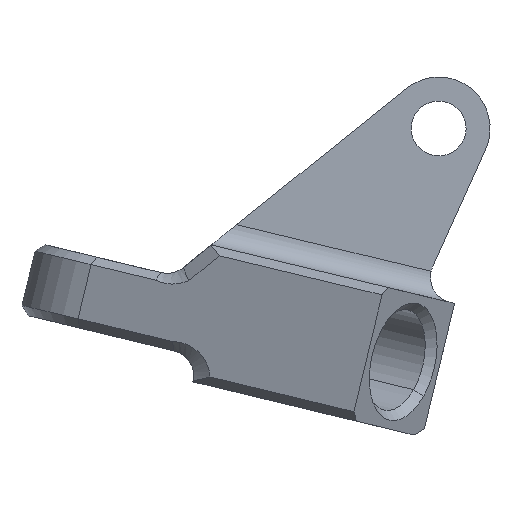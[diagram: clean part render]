
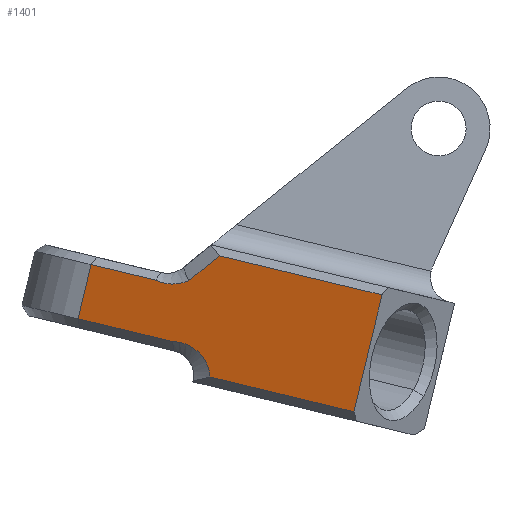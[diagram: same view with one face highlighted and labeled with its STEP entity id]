
A CAD part, left-side view. The second image highlights one B-rep face of the part: STEP entity #1401.
In plain terms, the highlighted planar face has unit normal (-0.9, 0.424, 0.102).
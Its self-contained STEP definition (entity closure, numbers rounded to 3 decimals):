
#395=CARTESIAN_POINT('Vertex',(-17.839,548.024,374.935)) ;
#425=CARTESIAN_POINT('Vertex',(-23.314,537.04,372.293)) ;
#429=CARTESIAN_POINT('Control Point',(-17.839,548.024,374.935)) ;
#430=CARTESIAN_POINT('Control Point',(-23.314,537.04,372.293)) ;
#455=CARTESIAN_POINT('Line Origine',(-17.839,547.088,378.824)) ;
#459=CARTESIAN_POINT('Vertex',(-17.839,546.504,381.255)) ;
#500=CARTESIAN_POINT('Control Point',(-23.314,537.04,372.293)) ;
#501=CARTESIAN_POINT('Control Point',(-23.568,536.503,372.287)) ;
#502=CARTESIAN_POINT('Control Point',(-23.832,535.964,372.199)) ;
#503=CARTESIAN_POINT('Control Point',(-24.1,535.435,372.029)) ;
#504=CARTESIAN_POINT('Control Point',(-24.563,534.557,371.594)) ;
#505=CARTESIAN_POINT('Control Point',(-24.998,533.798,370.912)) ;
#506=CARTESIAN_POINT('Control Point',(-25.173,533.506,370.581)) ;
#507=CARTESIAN_POINT('Control Point',(-25.451,533.071,369.935)) ;
#508=CARTESIAN_POINT('Control Point',(-25.67,532.789,369.18)) ;
#509=CARTESIAN_POINT('Control Point',(-25.748,532.702,368.845)) ;
#510=CARTESIAN_POINT('Control Point',(-25.811,532.653,368.5)) ;
#511=CARTESIAN_POINT('Control Point',(-25.855,532.643,368.15)) ;
#512=CARTESIAN_POINT('Vertex',(-25.855,532.643,368.15)) ;
#1213=CARTESIAN_POINT('Vertex',(-34.214,515.875,364.117)) ;
#1216=CARTESIAN_POINT('Line Origine',(-27.387,529.57,367.411)) ;
#1343=CARTESIAN_POINT('Axis2P3D Location',(-34.214,514.238,370.923)) ;
#1348=CARTESIAN_POINT('Line Origine',(-34.214,514.238,370.923)) ;
#1352=CARTESIAN_POINT('Vertex',(-34.214,512.601,377.729)) ;
#1355=CARTESIAN_POINT('Line Origine',(-29.495,522.067,380.005)) ;
#1359=CARTESIAN_POINT('Vertex',(-24.777,531.532,382.282)) ;
#1362=CARTESIAN_POINT('Line Origine',(-24.092,533.334,380.834)) ;
#1366=CARTESIAN_POINT('Vertex',(-23.407,535.136,379.387)) ;
#1370=CARTESIAN_POINT('Control Point',(-23.407,535.136,379.387)) ;
#1371=CARTESIAN_POINT('Control Point',(-23.327,535.325,379.301)) ;
#1372=CARTESIAN_POINT('Control Point',(-23.245,535.517,379.228)) ;
#1373=CARTESIAN_POINT('Control Point',(-23.161,535.711,379.166)) ;
#1374=CARTESIAN_POINT('Control Point',(-22.894,536.315,379.01)) ;
#1375=CARTESIAN_POINT('Control Point',(-22.614,536.922,378.96)) ;
#1376=CARTESIAN_POINT('Control Point',(-22.421,537.327,378.971)) ;
#1377=CARTESIAN_POINT('Control Point',(-22.133,537.92,379.052)) ;
#1378=CARTESIAN_POINT('Control Point',(-21.85,538.48,379.224)) ;
#1379=CARTESIAN_POINT('Control Point',(-21.756,538.664,379.291)) ;
#1380=CARTESIAN_POINT('Control Point',(-21.663,538.841,379.367)) ;
#1381=CARTESIAN_POINT('Control Point',(-21.572,539.014,379.453)) ;
#1382=CARTESIAN_POINT('Vertex',(-21.572,539.014,379.453)) ;
#1385=CARTESIAN_POINT('Line Origine',(-19.705,542.759,380.354)) ;
#456=DIRECTION('Vector Direction',(0.,0.234,-0.972)) ;
#1217=DIRECTION('Vector Direction',(0.436,0.875,0.21)) ;
#1344=DIRECTION('Axis2P3D Direction',(-0.9,0.424,0.102)) ;
#1345=DIRECTION('Axis2P3D XDirection',(0.436,0.875,0.21)) ;
#1349=DIRECTION('Vector Direction',(0.,0.234,-0.972)) ;
#1356=DIRECTION('Vector Direction',(0.436,0.875,0.21)) ;
#1363=DIRECTION('Vector Direction',(0.284,0.748,-0.6)) ;
#1386=DIRECTION('Vector Direction',(0.436,0.875,0.21)) ;
#1346=AXIS2_PLACEMENT_3D('Plane Axis2P3D',#1343,#1344,#1345) ;
#1391=ORIENTED_EDGE('',*,*,#461,.T.) ;
#1392=ORIENTED_EDGE('',*,*,#431,.F.) ;
#1393=ORIENTED_EDGE('',*,*,#514,.F.) ;
#1394=ORIENTED_EDGE('',*,*,#1220,.F.) ;
#1395=ORIENTED_EDGE('',*,*,#1354,.F.) ;
#1396=ORIENTED_EDGE('',*,*,#1361,.T.) ;
#1397=ORIENTED_EDGE('',*,*,#1368,.T.) ;
#1398=ORIENTED_EDGE('',*,*,#1384,.T.) ;
#1399=ORIENTED_EDGE('',*,*,#1389,.T.) ;
#457=VECTOR('Line Direction',#456,1.) ;
#1218=VECTOR('Line Direction',#1217,1.) ;
#1350=VECTOR('Line Direction',#1349,1.) ;
#1357=VECTOR('Line Direction',#1356,1.) ;
#1364=VECTOR('Line Direction',#1363,1.) ;
#1387=VECTOR('Line Direction',#1386,1.) ;
#1401=ADVANCED_FACE('Corps principal',(#1400),#1347,.T.) ;
#428=B_SPLINE_CURVE_WITH_KNOTS('',1,(#429,#430),.UNSPECIFIED.,.F.,.U.,(2,2),(12.116,24.67),.UNSPECIFIED.) ;
#499=B_SPLINE_CURVE_WITH_KNOTS('',5,(#500,#501,#502,#503,#504,#505,#506,#507,#508,#509,#510,#511),.UNSPECIFIED.,.F.,.U.,(6,3,3,6),(11.262,15.01,17.743,19.726),.UNSPECIFIED.) ;
#1369=B_SPLINE_CURVE_WITH_KNOTS('',5,(#1370,#1371,#1372,#1373,#1374,#1375,#1376,#1377,#1378,#1379,#1380,#1381),.UNSPECIFIED.,.F.,.U.,(6,3,3,6),(16.274,17.56,20.261,21.607),.UNSPECIFIED.) ;
#431=EDGE_CURVE('',#426,#396,#428,.F.) ;
#461=EDGE_CURVE('',#460,#396,#458,.T.) ;
#514=EDGE_CURVE('',#513,#426,#499,.F.) ;
#1220=EDGE_CURVE('',#1214,#513,#1219,.T.) ;
#1354=EDGE_CURVE('',#1353,#1214,#1351,.T.) ;
#1361=EDGE_CURVE('',#1353,#1360,#1358,.T.) ;
#1368=EDGE_CURVE('',#1360,#1367,#1365,.T.) ;
#1384=EDGE_CURVE('',#1367,#1383,#1369,.T.) ;
#1389=EDGE_CURVE('',#1383,#460,#1388,.T.) ;
#1390=EDGE_LOOP('',(#1391,#1392,#1393,#1394,#1395,#1396,#1397,#1398,#1399)) ;
#1400=FACE_OUTER_BOUND('',#1390,.T.) ;
#458=LINE('Line',#455,#457) ;
#1219=LINE('Line',#1216,#1218) ;
#1351=LINE('Line',#1348,#1350) ;
#1358=LINE('Line',#1355,#1357) ;
#1365=LINE('Line',#1362,#1364) ;
#1388=LINE('Line',#1385,#1387) ;
#1347=PLANE('Plane',#1346) ;
#396=VERTEX_POINT('',#395) ;
#426=VERTEX_POINT('',#425) ;
#460=VERTEX_POINT('',#459) ;
#513=VERTEX_POINT('',#512) ;
#1214=VERTEX_POINT('',#1213) ;
#1353=VERTEX_POINT('',#1352) ;
#1360=VERTEX_POINT('',#1359) ;
#1367=VERTEX_POINT('',#1366) ;
#1383=VERTEX_POINT('',#1382) ;
